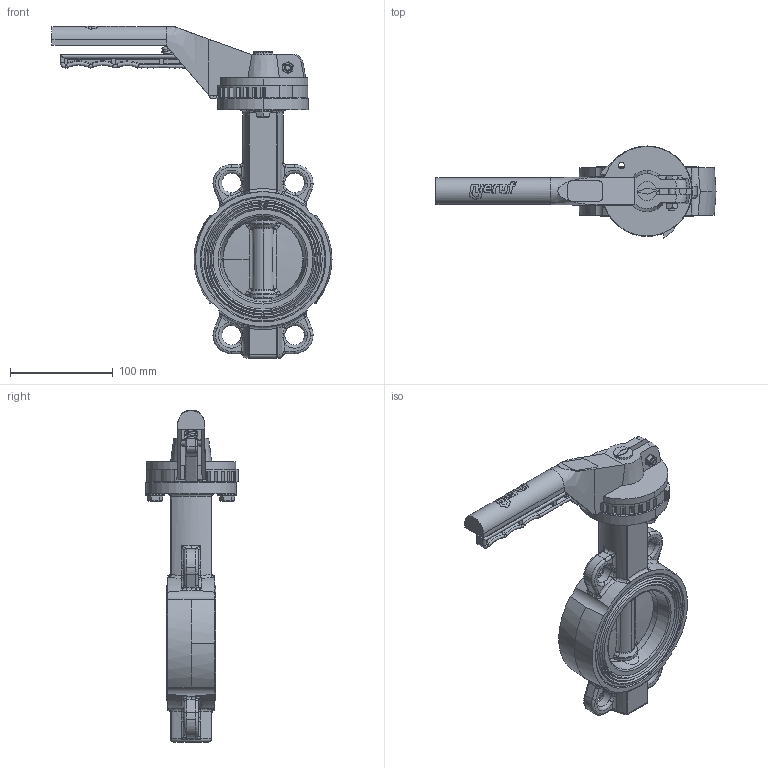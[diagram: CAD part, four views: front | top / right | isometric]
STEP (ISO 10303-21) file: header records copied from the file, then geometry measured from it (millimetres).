
FILE_DESCRIPTION(('HOOPS Exchange Step'),'2;1');
FILE_NAME('AK0810_DN80_Handhebel.stp','2025-08-07T13:24:13+02:00',('nieru'),('Unknown organisation'),'HOOPS Exchange 2024.2','HOOPS Exchange','Unknown authorisation');
FILE_SCHEMA( ('AP203_CONFIGURATION_CONTROLLED_3D_DESIGN_OF_MECHANICAL_PARTS_AND_ASSEMBLIES_MIM_LF') );
Length unit declared in the file: millimetre
Products named in the file (2): 0; root
Assembly tree (1 placements, depth 2):
  root
    0
Bounding box: 272 x 89.53 x 322.5 mm (x, y, z)
Volume: 878293 mm3; surface area: 266821.8 mm2
Topology: 20 solids, 20 shells, 1886 faces, 4801 edges, 2953 vertices
Faces by surface type: plane 585, cylinder 564, bspline 290, torus 254, cone 177, sphere 16
Entity records: 91126 total; most frequent: CARTESIAN_POINT 48171, ORIENTED_EDGE 9536, DIRECTION 8297, EDGE_CURVE 4768, AXIS2_PLACEMENT_3D 3276, VERTEX_POINT 2953, EDGE_LOOP 2017, FACE_BOUND 2017
